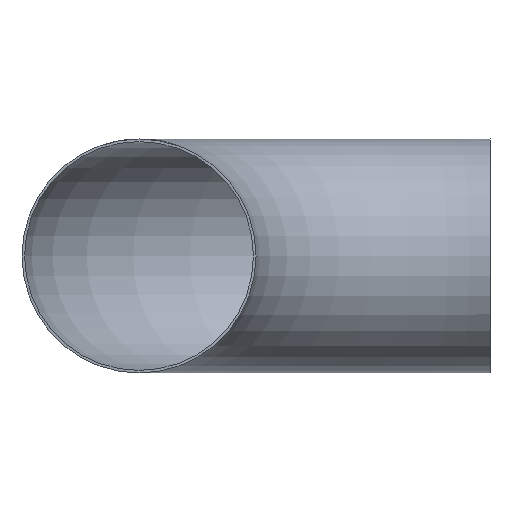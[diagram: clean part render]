
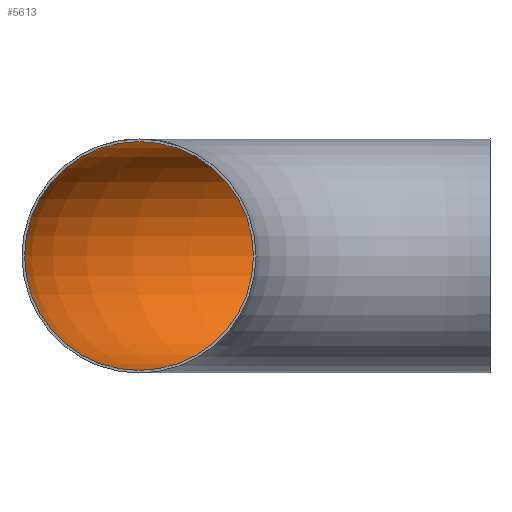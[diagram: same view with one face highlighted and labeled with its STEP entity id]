
A CAD part, front view. The second image highlights one B-rep face of the part: STEP entity #5613.
In plain terms, the highlighted toroidal (fillet/blend) face has major radius 381 mm and minor radius 124.231 mm.
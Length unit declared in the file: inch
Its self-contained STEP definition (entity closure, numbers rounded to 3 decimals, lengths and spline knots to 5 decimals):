
#15=CIRCLE('',#5776,4.891);
#16=CIRCLE('',#5777,4.891);
#50=FACE_BOUND('',#1559,.T.);
#1213=FACE_OUTER_BOUND('',#1558,.T.);
#1558=EDGE_LOOP('',(#5236));
#1559=EDGE_LOOP('',(#5237));
#2695=VERTEX_POINT('',#13009);
#2696=VERTEX_POINT('',#13011);
#3545=EDGE_CURVE('',#2695,#2695,#15,.T.);
#3546=EDGE_CURVE('',#2696,#2696,#16,.T.);
#5236=ORIENTED_EDGE('',*,*,#3545,.F.);
#5237=ORIENTED_EDGE('',*,*,#3546,.F.);
#5277=TOROIDAL_SURFACE('',#5775,15.,4.891);
#5613=ADVANCED_FACE('',(#1213,#50),#5277,.F.);
#5775=AXIS2_PLACEMENT_3D('',#13008,#6375,#6376);
#5776=AXIS2_PLACEMENT_3D('',#13010,#6377,#6378);
#5777=AXIS2_PLACEMENT_3D('',#13012,#6379,#6380);
#6375=DIRECTION('center_axis',(0.,0.,-1.));
#6376=DIRECTION('ref_axis',(-1.,0.,0.));
#6377=DIRECTION('center_axis',(-1.,0.,0.));
#6378=DIRECTION('ref_axis',(0.,1.,0.));
#6379=DIRECTION('center_axis',(0.,1.,0.));
#6380=DIRECTION('ref_axis',(-1.,0.,0.));
#13008=CARTESIAN_POINT('Origin',(15.,0.,0.));
#13009=CARTESIAN_POINT('',(15.,19.891,0.));
#13010=CARTESIAN_POINT('Origin',(15.,15.,0.));
#13011=CARTESIAN_POINT('',(-4.891,0.,0.));
#13012=CARTESIAN_POINT('Origin',(0.,0.,0.));
